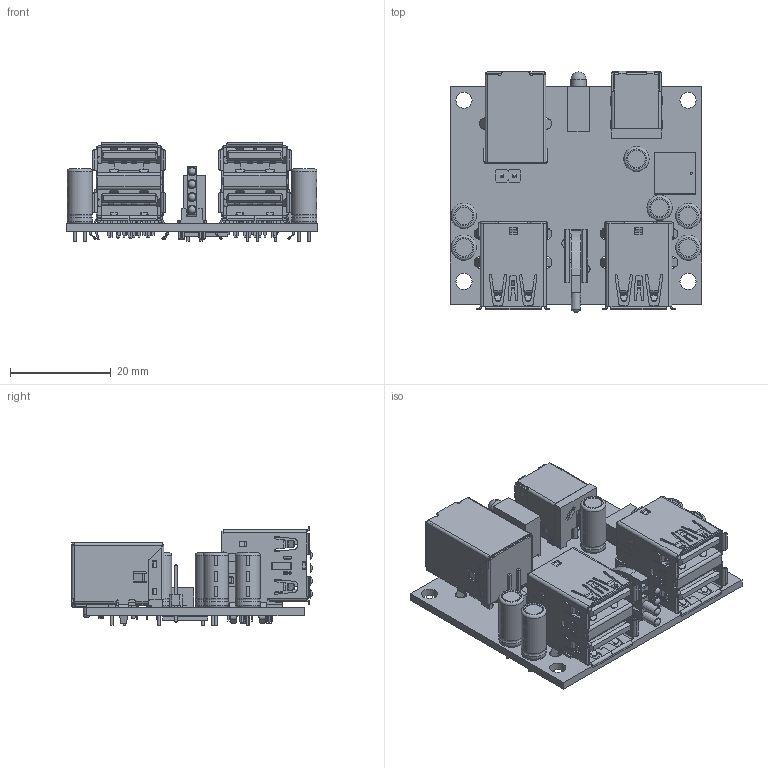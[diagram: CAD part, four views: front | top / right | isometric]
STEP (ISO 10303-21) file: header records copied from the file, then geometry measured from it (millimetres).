
FILE_DESCRIPTION(/* description */ (''),/* implementation_level */ '2;1');
FILE_NAME(/* name */ 'CG-3523A_JWV1.step',/* time_stamp */ '2023-02-23T11:52:13-05:00',/* author */ (''),/* organization */ (''),/* preprocessor_version */ 'ST-DEVELOPER v19.2',/* originating_system */ 'Autodesk Translation Framework v11.17.0.187',/* authorisation */ '');
FILE_SCHEMA (('AUTOMOTIVE_DESIGN { 1 0 10303 214 3 1 1 }'));
Products named in the file (46): (Unsaved); Board; Board (1); Capacitor (5); Capacitor (4); Component; Component (4); 6130xx11121_PIN; 61300211121; Component (1); Component (3); Extruded (7); Downstream LEDs; Downstream LEDs (1); LPH-3V0B; LP-3V0; Power LED; Power LED (1); Component (2); Component (5); DC Barrel; DC Barrel (1); Downstream USB (1); Upstream USB; Upstream USB (1); 692221030100_Housing; 692221030100_Housing2; 692221030100_Pin1; 692221030100_Shielding; 692221030100_Pin2; 692221030100_Shielding_2; 692221030100_Housing3; 692221030100_Pin3; 692221030100_Pin4; 692221030100_Pin5; 692221030100_Pin3_mir2; 692221030100_Pin4_mir2; Downstream USB; Downstream USB (2); Open CASCADE STEP translator 6.8 1.113.1.1 ...
Assembly tree (54 placements, depth 4):
  (Unsaved)
    Board
      Board (1)
    Capacitor (5)
      Capacitor (6)
    Capacitor (4)
      Capacitor (6)
    Component
      Component (4)
        6130xx11121_PIN  x2
        61300211121
    Component (1)
      Component (3)
        Extruded (7)
    Downstream LEDs
      Downstream LEDs (1)
        LPH-3V0B
        LP-3V0
    Power LED
      Power LED (1)
    Component (2)
      Component (5)
    DC Barrel
      DC Barrel (1)
    Downstream USB (1)
      Downstream USB (2)
        Open CASCADE STEP translator 6.8 1.113.1.1
        Open CASCADE STEP translator 6.8 1.113.1.2
    Upstream USB
      Upstream USB (1)
        692221030100_Housing
        692221030100_Housing2
        692221030100_Pin1  x2
        692221030100_Shielding
        692221030100_Pin2  x2
        692221030100_Shielding_2
        692221030100_Housing3
        692221030100_Pin3
        692221030100_Pin4
        692221030100_Pin5
        692221030100_Pin3_mir2
        692221030100_Pin4_mir2
    Downstream USB
      Downstream USB (2)
        Open CASCADE STEP translator 6.8 1.113.1.1
        Open CASCADE STEP translator 6.8 1.113.1.2
    Capacitor
      Capacitor (6)
    Capacitor (1)
      Capacitor (6)
    Capacitor (2)
      Capacitor (6)
    Capacitor (3)
      Capacitor (6)
Bounding box: 50 x 47.88 x 19.83 mm (x, y, z)
Volume: 13087 mm3; surface area: 20812 mm2
Topology: 77 solids, 78 shells, 4470 faces, 12097 edges, 7821 vertices
Faces by surface type: plane 3182, cylinder 1084, bspline 125, torus 38, sphere 25, cone 16
Full cylindrical faces by diameter (mm): 0.408 x1, 0.5 x12, 0.7 x41, 0.8 x12, 0.92 x4, 1 x10, 1.1 x2, 1.35 x1, 1.4 x1, 1.5 x2, 2.3 x10, 2.5 x1, 3 x2, 3.2 x4, 3.3 x1, 3.5 x24, 5 x12
Entity records: 104424 total; most frequent: CARTESIAN_POINT 22332, ORIENTED_EDGE 16980, DIRECTION 15927, EDGE_CURVE 8490, LINE 6755, VECTOR 6755, VERTEX_POINT 5465, AXIS2_PLACEMENT_3D 4586
